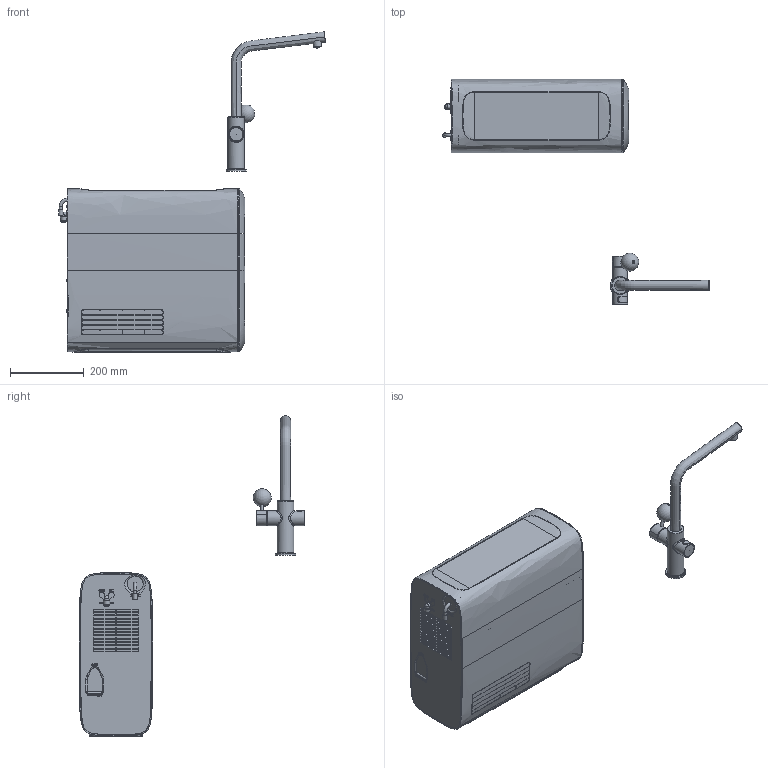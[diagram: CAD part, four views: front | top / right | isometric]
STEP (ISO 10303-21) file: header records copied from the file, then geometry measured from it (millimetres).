
FILE_DESCRIPTION(/* description */ ('Unknown'),/* implementation_level */ '2;1');
FILE_NAME(/* name */ '31454000',/* time_stamp */ '2022-09-07T17:18:27+02:00',/* author */ ('Unknown'),/* organization */ ('GROHE AG'),/* preprocessor_version */ 'ST-DEVELOPER v16.7',/* originating_system */ 'DEX',/* authorisation */ $);
FILE_SCHEMA (('AUTOMOTIVE_DESIGN {1 0 10303 214 3 1 1}'));
Products named in the file (15): 31454000; id11; 02.5107.1 mit Hülse und O-Ring for customer; 1; 149816251; 220113221; 220113480_1; 220113482_1; 220113483; 220113484; 220113485; 220113486_1; A1921_MENTOR_ALLCATPART_14072015; Document; GROHE_ANSCHLUSS
Assembly tree (14 placements, depth 2):
  31454000
    id11
    02.5107.1 mit Hülse und O-Ring for customer
    1
    149816251
    220113221
    220113480_1
    220113482_1
    220113483
    220113484
    220113485
    220113486_1
    A1921_MENTOR_ALLCATPART_14072015
    Document
    GROHE_ANSCHLUSS
Bounding box: 723.43 x 612.36 x 868.21 mm (x, y, z)
Volume: 40455.2 mm3; surface area: 960057 mm2
Topology: 1 solids, 52 shells, 459 faces, 2820 edges, 2407 vertices
Faces by surface type: plane 234, bspline 141, cylinder 50, torus 16, cone 15, sphere 3
Full cylindrical faces by diameter (mm): 7 x1, 8 x1, 8.06 x1, 9 x2, 12 x2, 12.7 x2, 16.8 x1, 17.7 x1, 23.15 x1, 40 x2, 45 x1, 55 x1
Entity records: 53985 total; most frequent: CARTESIAN_POINT 34652, ORIENTED_EDGE 3693, DIRECTION 2836, EDGE_CURVE 2770, VERTEX_POINT 2396, LINE 1186, VECTOR 1186, B_SPLINE_CURVE_WITH_KNOTS 1089
